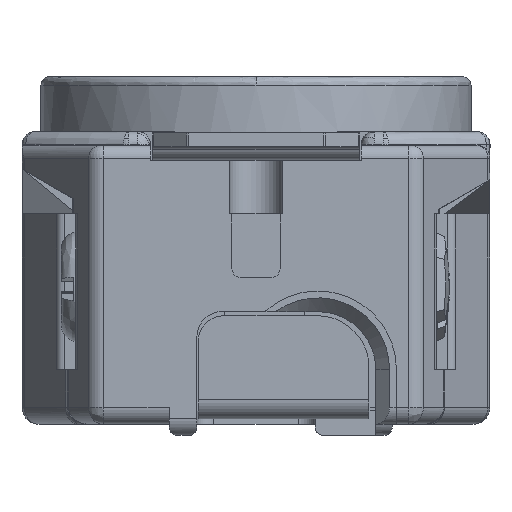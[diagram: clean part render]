
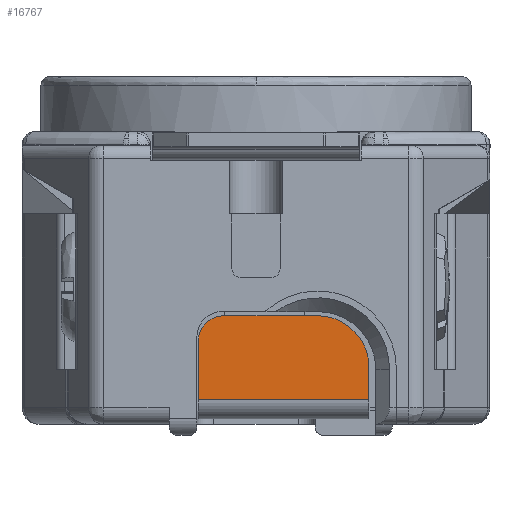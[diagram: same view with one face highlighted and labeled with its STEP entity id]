
A CAD part, front view. The second image highlights one B-rep face of the part: STEP entity #16767.
In plain terms, the highlighted planar face has unit normal (0, -1, 0).
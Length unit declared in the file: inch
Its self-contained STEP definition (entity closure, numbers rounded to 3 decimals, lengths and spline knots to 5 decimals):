
#220 = LINE ( 'NONE', #16392, #25404 ) ;
#382 = CIRCLE ( 'NONE', #33829, 0.188 ) ;
#915 = CARTESIAN_POINT ( 'NONE',  ( -1.56553, 0.52272, -0.07847 ) ) ;
#1462 = DIRECTION ( 'NONE',  ( -1., 0., 0. ) ) ;
#1954 = CARTESIAN_POINT ( 'NONE',  ( -1.22553, 0.52272, 0.01453 ) ) ;
#2164 = CIRCLE ( 'NONE', #26573, 0.093 ) ;
#2189 = ORIENTED_EDGE ( 'NONE', *, *, #28915, .F. ) ;
#2454 = VERTEX_POINT ( 'NONE', #32011 ) ;
#3058 = VERTEX_POINT ( 'NONE', #1954 ) ;
#3487 = EDGE_CURVE ( 'NONE', #2454, #16230, #31364, .T. ) ;
#5269 = DIRECTION ( 'NONE',  ( 0., 0., 1. ) ) ;
#6512 = EDGE_CURVE ( 'NONE', #16230, #11528, #19250, .T. ) ;
#7368 = VECTOR ( 'NONE', #5269, 39.37008 ) ;
#9419 = DIRECTION ( 'NONE',  ( 0., 0., -1. ) ) ;
#11069 = CARTESIAN_POINT ( 'NONE',  ( -1.65853, 0.52272, -0.29047 ) ) ;
#11528 = VERTEX_POINT ( 'NONE', #38535 ) ;
#13452 = EDGE_CURVE ( 'NONE', #41567, #2454, #220, .T. ) ;
#14045 = CARTESIAN_POINT ( 'NONE',  ( -1.56553, 0.52272, 0.01453 ) ) ;
#14100 = VECTOR ( 'NONE', #1462, 39.37008 ) ;
#14241 = EDGE_LOOP ( 'NONE', ( #25942, #26759, #18447, #25982, #36969, #2189 ) ) ;
#14393 = PLANE ( 'NONE',  #19265 ) ;
#16230 = VERTEX_POINT ( 'NONE', #11069 ) ;
#16392 = CARTESIAN_POINT ( 'NONE',  ( -1.03853, 0.52272, -0.29047 ) ) ;
#16767 = ADVANCED_FACE ( 'NONE', ( #21157 ), #14393, .F. ) ;
#17960 = DIRECTION ( 'NONE',  ( 1., 0., 0. ) ) ;
#18079 = EDGE_CURVE ( 'NONE', #11528, #41194, #2164, .T. ) ;
#18447 = ORIENTED_EDGE ( 'NONE', *, *, #6512, .F. ) ;
#19026 = CARTESIAN_POINT ( 'NONE',  ( -1.65853, 0.52272, -0.29047 ) ) ;
#19250 = LINE ( 'NONE', #19026, #7368 ) ;
#19265 = AXIS2_PLACEMENT_3D ( 'NONE', #20317, #34226, #33600 ) ;
#19701 = CARTESIAN_POINT ( 'NONE',  ( -1.65853, 0.52272, 0.01453 ) ) ;
#20317 = CARTESIAN_POINT ( 'NONE',  ( -1.34853, 0.52272, -0.17536 ) ) ;
#21157 = FACE_OUTER_BOUND ( 'NONE', #14241, .T. ) ;
#25404 = VECTOR ( 'NONE', #9419, 39.37008 ) ;
#25942 = ORIENTED_EDGE ( 'NONE', *, *, #42566, .F. ) ;
#25982 = ORIENTED_EDGE ( 'NONE', *, *, #3487, .F. ) ;
#26573 = AXIS2_PLACEMENT_3D ( 'NONE', #915, #41522, #17960 ) ;
#26759 = ORIENTED_EDGE ( 'NONE', *, *, #18079, .F. ) ;
#28749 = CARTESIAN_POINT ( 'NONE',  ( -1.34853, 0.52272, -0.29047 ) ) ;
#28915 = EDGE_CURVE ( 'NONE', #3058, #41567, #382, .T. ) ;
#29591 = CARTESIAN_POINT ( 'NONE',  ( -1.22553, 0.52272, -0.17347 ) ) ;
#29816 = DIRECTION ( 'NONE',  ( 0., 1., 0. ) ) ;
#31364 = LINE ( 'NONE', #28749, #14100 ) ;
#31760 = VECTOR ( 'NONE', #42839, 39.37008 ) ;
#32011 = CARTESIAN_POINT ( 'NONE',  ( -1.03853, 0.52272, -0.29047 ) ) ;
#32780 = LINE ( 'NONE', #19701, #31760 ) ;
#33600 = DIRECTION ( 'NONE',  ( -1., 0., 0. ) ) ;
#33829 = AXIS2_PLACEMENT_3D ( 'NONE', #29591, #29816, #39660 ) ;
#34226 = DIRECTION ( 'NONE',  ( 0., 1., 0. ) ) ;
#36969 = ORIENTED_EDGE ( 'NONE', *, *, #13452, .F. ) ;
#38535 = CARTESIAN_POINT ( 'NONE',  ( -1.65853, 0.52272, -0.07847 ) ) ;
#39660 = DIRECTION ( 'NONE',  ( -1., 0., 0. ) ) ;
#40623 = CARTESIAN_POINT ( 'NONE',  ( -1.03853, 0.52272, -0.15411 ) ) ;
#41194 = VERTEX_POINT ( 'NONE', #14045 ) ;
#41522 = DIRECTION ( 'NONE',  ( 0., 1., 0. ) ) ;
#41567 = VERTEX_POINT ( 'NONE', #40623 ) ;
#42566 = EDGE_CURVE ( 'NONE', #41194, #3058, #32780, .T. ) ;
#42839 = DIRECTION ( 'NONE',  ( 1., 0., 0. ) ) ;
